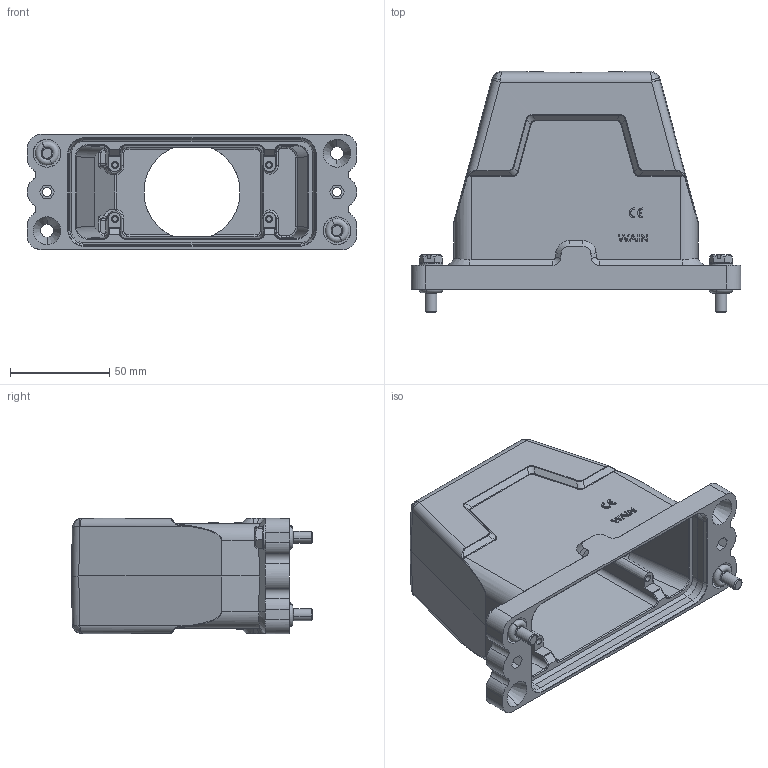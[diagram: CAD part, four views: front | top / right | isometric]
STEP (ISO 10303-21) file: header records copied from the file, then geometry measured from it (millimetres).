
FILE_DESCRIPTION(/* description */ (''),/* implementation_level */ '2;1');
FILE_NAME(/* name */ '3D_1136164305006_HP16B_H-TEH-4S-M50_V1.1.STP',/* time_stamp */ '2024-02-01T13:13:04+08:00',/* author */ (''),/* organization */ (''),/* preprocessor_version */ 'ST-DEVELOPER v18.1',/* originating_system */ 'SIEMENS PLM Software NX 1980',/* authorisation */ '');
FILE_SCHEMA (('AP203_CONFIGURATION_CONTROLLED_3D_DESIGN_OF_MECHANICAL_PARTS_AND_ASSEMBLIES_MIM_LF { 1 0 10303 403 2 1 2}'));
Length unit declared in the file: millimetre
Products named in the file (1): temp
Bounding box: 166 x 121.4 x 58 mm (x, y, z)
Volume: 228913.8 mm3; surface area: 84633.7 mm2
Topology: 11 solids, 11 shells, 627 faces, 1605 edges, 1022 vertices
Faces by surface type: plane 255, cylinder 193, torus 59, bspline 52, cone 48, extrusion 16, sphere 4
Full cylindrical faces by diameter (mm): 48.5 x1
Entity records: 23017 total; most frequent: CARTESIAN_POINT 9515, ORIENTED_EDGE 3210, DIRECTION 2054, EDGE_CURVE 1605, VERTEX_POINT 1023, B_SPLINE_CURVE_WITH_KNOTS 814, AXIS2_PLACEMENT_3D 725, EDGE_LOOP 664
